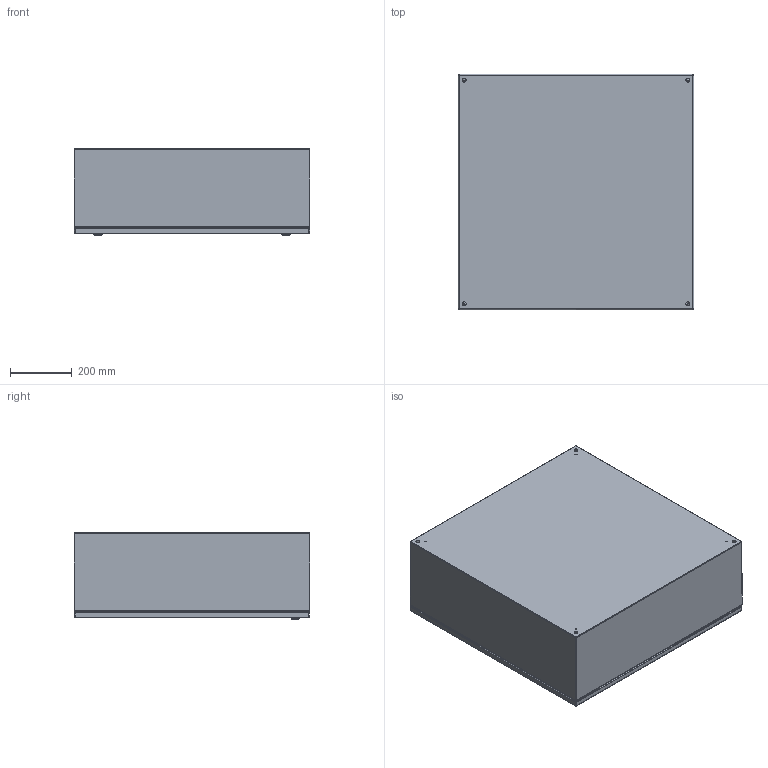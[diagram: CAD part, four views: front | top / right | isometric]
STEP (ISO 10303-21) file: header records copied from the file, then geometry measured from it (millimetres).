
FILE_DESCRIPTION (( 'STEP AP214' ), '1' );
FILE_NAME ('EN4SD303010GY.STEP', '2019-11-11T16:44:52', ( '' ), ( '' ), 'SwSTEP 2.0', 'SolidWorks 2019', '' );
FILE_SCHEMA (( 'AUTOMOTIVE_DESIGN' ));
Length unit declared in the file: inch
Products named in the file (1): EN4SD303010GY
Bounding box: 762 x 762 x 279.32 mm (x, y, z)
Volume: 4066065.9 mm3; surface area: 4482573.6 mm2
Topology: 31 solids, 32 shells, 853 faces, 2002 edges, 1236 vertices
Faces by surface type: plane 395, cylinder 294, bspline 102, torus 36, cone 22, sphere 4
Entity records: 38758 total; most frequent: CARTESIAN_POINT 8572, DIRECTION 3984, ORIENTED_EDGE 3956, EDGE_CURVE 1978, AXIS2_PLACEMENT_3D 1420, VERTEX_POINT 1236, VECTOR 1144, LINE 1144
